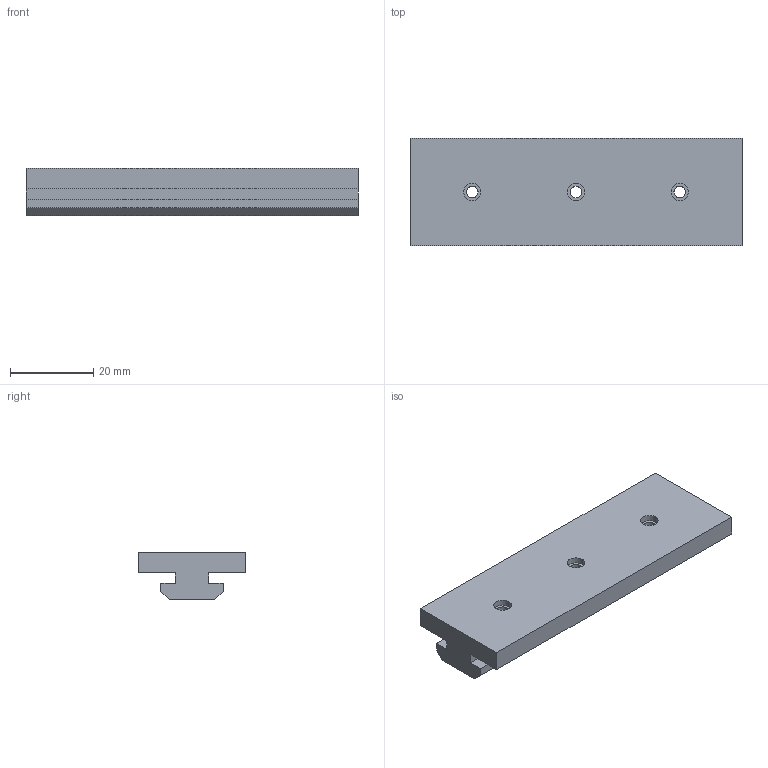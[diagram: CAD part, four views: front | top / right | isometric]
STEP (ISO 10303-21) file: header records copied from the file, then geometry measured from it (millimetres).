
FILE_DESCRIPTION(('STEP AP214'),'1');
FILE_NAME('cctmp_F54E7F9C-3247-4826-954B-7A8873F695E6_2020_1_10_10_50_39_941..stp','2020-01-10T09:50:40',('Bosch Rexroth AG'),('CADClick - www.CADClick.com'),'Spatial InterOp 3D',' ','unknown authorization - (Healing Option Enabled)');
FILE_SCHEMA(('AUTOMOTIVE_DESIGN'));
Length unit declared in the file: millimetre
Products named in the file (1): 2020_01_10__10-50-39-941
Bounding box: 80 x 26 x 11.5 mm (x, y, z)
Volume: 16198.3 mm3; surface area: 7650.7 mm2
Topology: 1 solids, 1 shells, 40 faces, 96 edges, 64 vertices
Faces by surface type: plane 22, cylinder 18
Entity records: 1532 total; most frequent: DIRECTION 214, CARTESIAN_POINT 201, ORIENTED_EDGE 192, EDGE_CURVE 96, AXIS2_PLACEMENT_3D 77, VERTEX_POINT 64, LINE 60, VECTOR 60
